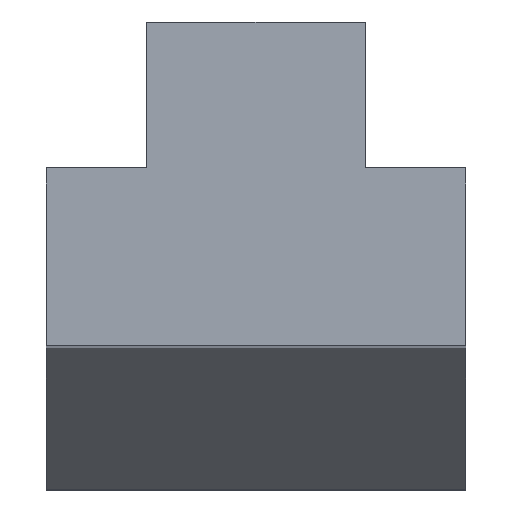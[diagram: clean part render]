
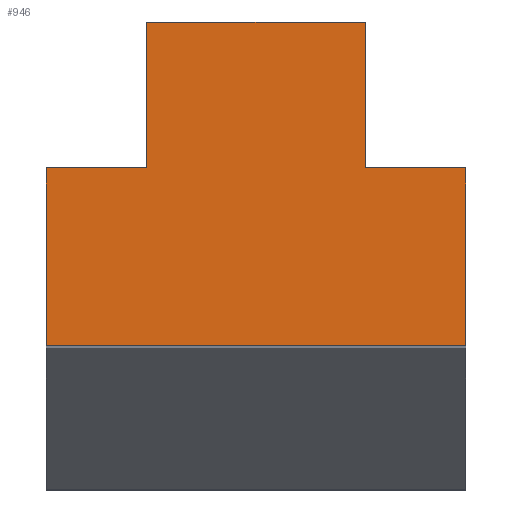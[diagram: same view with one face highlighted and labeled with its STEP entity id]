
A CAD part, top view. The second image highlights one B-rep face of the part: STEP entity #946.
In plain terms, the highlighted planar face has unit normal (0, 0, 1).
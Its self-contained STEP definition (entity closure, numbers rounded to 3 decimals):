
#40=FACE_OUTER_BOUND('',#92,.T.);
#92=EDGE_LOOP('',(#699,#700,#701,#702,#703,#704,#705,#706));
#160=LINE('',#1331,#292);
#171=LINE('',#1353,#303);
#178=LINE('',#1367,#310);
#186=LINE('',#1383,#318);
#194=LINE('',#1398,#326);
#195=LINE('',#1400,#327);
#196=LINE('',#1401,#328);
#197=LINE('',#1402,#329);
#292=VECTOR('',#1077,10.);
#303=VECTOR('',#1092,10.);
#310=VECTOR('',#1105,10.);
#318=VECTOR('',#1121,10.);
#326=VECTOR('',#1133,10.);
#327=VECTOR('',#1136,10.);
#328=VECTOR('',#1137,10.);
#329=VECTOR('',#1138,10.);
#423=VERTEX_POINT('',#1329);
#424=VERTEX_POINT('',#1330);
#433=VERTEX_POINT('',#1352);
#437=VERTEX_POINT('',#1366);
#439=VERTEX_POINT('',#1379);
#441=VERTEX_POINT('',#1382);
#445=VERTEX_POINT('',#1394);
#446=VERTEX_POINT('',#1396);
#512=EDGE_CURVE('',#423,#424,#160,.T.);
#523=EDGE_CURVE('',#424,#433,#171,.T.);
#530=EDGE_CURVE('',#433,#437,#178,.T.);
#538=EDGE_CURVE('',#439,#441,#186,.T.);
#546=EDGE_CURVE('',#445,#446,#194,.T.);
#547=EDGE_CURVE('',#441,#446,#195,.T.);
#548=EDGE_CURVE('',#437,#439,#196,.T.);
#549=EDGE_CURVE('',#445,#423,#197,.T.);
#699=ORIENTED_EDGE('',*,*,#546,.T.);
#700=ORIENTED_EDGE('',*,*,#547,.F.);
#701=ORIENTED_EDGE('',*,*,#538,.F.);
#702=ORIENTED_EDGE('',*,*,#548,.F.);
#703=ORIENTED_EDGE('',*,*,#530,.F.);
#704=ORIENTED_EDGE('',*,*,#523,.F.);
#705=ORIENTED_EDGE('',*,*,#512,.F.);
#706=ORIENTED_EDGE('',*,*,#549,.F.);
#897=PLANE('',#1009);
#946=ADVANCED_FACE('',(#40),#897,.T.);
#1009=AXIS2_PLACEMENT_3D('',#1399,#1134,#1135);
#1077=DIRECTION('',(0.,-1.,0.));
#1092=DIRECTION('',(-1.,0.,0.));
#1105=DIRECTION('',(0.,1.,0.));
#1121=DIRECTION('',(0.,1.,0.));
#1133=DIRECTION('',(0.,1.,0.));
#1134=DIRECTION('center_axis',(0.,0.,1.));
#1135=DIRECTION('ref_axis',(1.,0.,0.));
#1136=DIRECTION('',(1.,0.,0.));
#1137=DIRECTION('',(1.,0.,0.));
#1138=DIRECTION('',(1.,0.,0.));
#1329=CARTESIAN_POINT('',(11.5,8.5,90.));
#1330=CARTESIAN_POINT('',(11.5,-1.25,90.));
#1331=CARTESIAN_POINT('',(11.5,-5.125,90.));
#1352=CARTESIAN_POINT('',(-11.5,-1.25,90.));
#1353=CARTESIAN_POINT('',(-11.5,-1.25,90.));
#1366=CARTESIAN_POINT('',(-11.5,8.5,90.));
#1367=CARTESIAN_POINT('',(-11.5,3.625,90.));
#1379=CARTESIAN_POINT('',(-6.,8.5,90.));
#1382=CARTESIAN_POINT('',(-6.,16.5,90.));
#1383=CARTESIAN_POINT('',(-6.,8.5,90.));
#1394=CARTESIAN_POINT('',(6.,8.5,90.));
#1396=CARTESIAN_POINT('',(6.,16.5,90.));
#1398=CARTESIAN_POINT('',(6.,8.5,90.));
#1399=CARTESIAN_POINT('Origin',(-6.,8.5,90.));
#1400=CARTESIAN_POINT('',(-6.,16.5,90.));
#1401=CARTESIAN_POINT('',(0.,8.5,90.));
#1402=CARTESIAN_POINT('',(0.,8.5,90.));
